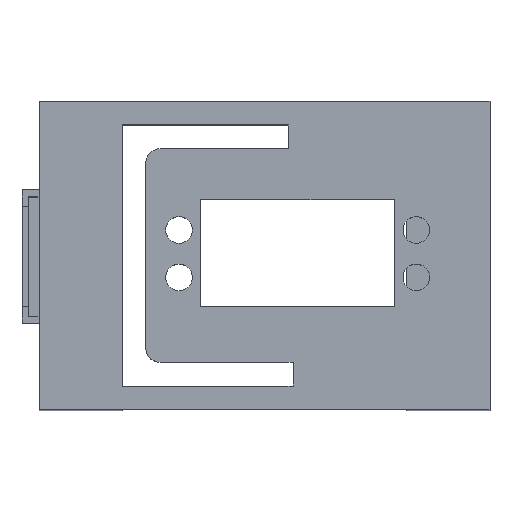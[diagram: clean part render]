
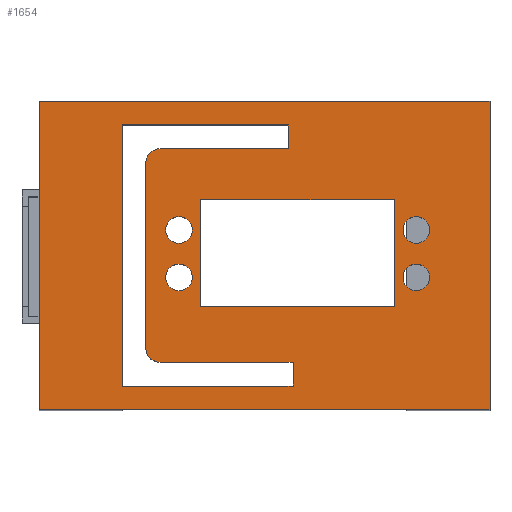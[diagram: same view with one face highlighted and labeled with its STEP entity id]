
A CAD part, top view. The second image highlights one B-rep face of the part: STEP entity #1654.
In plain terms, the highlighted planar face has unit normal (0, 0, 1).
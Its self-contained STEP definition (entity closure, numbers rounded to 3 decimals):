
#70=FACE_BOUND('',#344,.T.);
#71=FACE_BOUND('',#345,.T.);
#72=FACE_BOUND('',#346,.T.);
#73=FACE_BOUND('',#347,.T.);
#74=FACE_BOUND('',#348,.T.);
#75=FACE_BOUND('',#349,.T.);
#124=CIRCLE('',#1759,2.8);
#125=CIRCLE('',#1761,2.8);
#126=CIRCLE('',#1763,2.8);
#127=CIRCLE('',#1765,2.8);
#147=CIRCLE('',#1803,3.);
#148=CIRCLE('',#1806,3.);
#232=FACE_OUTER_BOUND('',#343,.T.);
#343=EDGE_LOOP('',(#1457,#1458,#1459,#1460));
#344=EDGE_LOOP('',(#1461));
#345=EDGE_LOOP('',(#1462));
#346=EDGE_LOOP('',(#1463));
#347=EDGE_LOOP('',(#1464,#1465,#1466,#1467));
#348=EDGE_LOOP('',(#1468));
#349=EDGE_LOOP('',(#1469,#1470,#1471,#1472,#1473,#1474,#1475,#1476,#1477,
#1478));
#377=LINE('',#2317,#539);
#436=LINE('',#2505,#598);
#460=LINE('',#2557,#622);
#468=LINE('',#2571,#630);
#476=LINE('',#2597,#638);
#498=LINE('',#2686,#660);
#501=LINE('',#2691,#663);
#504=LINE('',#2699,#666);
#507=LINE('',#2707,#669);
#509=LINE('',#2711,#671);
#511=LINE('',#2715,#673);
#512=LINE('',#2718,#674);
#516=LINE('',#2725,#678);
#521=LINE('',#2738,#683);
#522=LINE('',#2739,#684);
#523=LINE('',#2740,#685);
#539=VECTOR('',#1847,10.);
#598=VECTOR('',#2034,10.);
#622=VECTOR('',#2068,10.);
#630=VECTOR('',#2078,10.);
#638=VECTOR('',#2106,10.);
#660=VECTOR('',#2214,10.);
#663=VECTOR('',#2219,10.);
#666=VECTOR('',#2228,10.);
#669=VECTOR('',#2237,10.);
#671=VECTOR('',#2241,10.);
#673=VECTOR('',#2245,10.);
#674=VECTOR('',#2248,10.);
#678=VECTOR('',#2254,10.);
#683=VECTOR('',#2271,10.);
#684=VECTOR('',#2272,10.);
#685=VECTOR('',#2273,10.);
#697=VERTEX_POINT('',#2310);
#700=VERTEX_POINT('',#2315);
#764=VERTEX_POINT('',#2502);
#765=VERTEX_POINT('',#2504);
#788=VERTEX_POINT('',#2556);
#793=VERTEX_POINT('',#2569);
#802=VERTEX_POINT('',#2599);
#803=VERTEX_POINT('',#2603);
#804=VERTEX_POINT('',#2607);
#805=VERTEX_POINT('',#2611);
#824=VERTEX_POINT('',#2683);
#825=VERTEX_POINT('',#2685);
#826=VERTEX_POINT('',#2689);
#827=VERTEX_POINT('',#2693);
#828=VERTEX_POINT('',#2697);
#829=VERTEX_POINT('',#2701);
#830=VERTEX_POINT('',#2705);
#831=VERTEX_POINT('',#2709);
#832=VERTEX_POINT('',#2713);
#833=VERTEX_POINT('',#2717);
#835=VERTEX_POINT('',#2723);
#837=VERTEX_POINT('',#2737);
#852=EDGE_CURVE('',#697,#700,#377,.T.);
#940=EDGE_CURVE('',#765,#764,#436,.T.);
#966=EDGE_CURVE('',#788,#765,#460,.T.);
#974=EDGE_CURVE('',#764,#793,#468,.T.);
#987=EDGE_CURVE('',#793,#788,#476,.T.);
#988=EDGE_CURVE('',#802,#802,#124,.T.);
#990=EDGE_CURVE('',#803,#803,#125,.T.);
#992=EDGE_CURVE('',#804,#804,#126,.T.);
#994=EDGE_CURVE('',#805,#805,#127,.T.);
#1032=EDGE_CURVE('',#825,#824,#498,.T.);
#1035=EDGE_CURVE('',#824,#826,#501,.T.);
#1037=EDGE_CURVE('',#826,#827,#147,.T.);
#1039=EDGE_CURVE('',#827,#828,#504,.T.);
#1041=EDGE_CURVE('',#828,#829,#148,.T.);
#1043=EDGE_CURVE('',#829,#830,#507,.T.);
#1045=EDGE_CURVE('',#830,#831,#509,.T.);
#1047=EDGE_CURVE('',#831,#832,#511,.T.);
#1048=EDGE_CURVE('',#833,#825,#512,.T.);
#1052=EDGE_CURVE('',#700,#835,#516,.T.);
#1058=EDGE_CURVE('',#837,#697,#521,.T.);
#1059=EDGE_CURVE('',#835,#837,#522,.T.);
#1060=EDGE_CURVE('',#832,#833,#523,.T.);
#1457=ORIENTED_EDGE('',*,*,#1058,.T.);
#1458=ORIENTED_EDGE('',*,*,#852,.T.);
#1459=ORIENTED_EDGE('',*,*,#1052,.T.);
#1460=ORIENTED_EDGE('',*,*,#1059,.T.);
#1461=ORIENTED_EDGE('',*,*,#988,.T.);
#1462=ORIENTED_EDGE('',*,*,#990,.T.);
#1463=ORIENTED_EDGE('',*,*,#992,.T.);
#1464=ORIENTED_EDGE('',*,*,#940,.T.);
#1465=ORIENTED_EDGE('',*,*,#974,.T.);
#1466=ORIENTED_EDGE('',*,*,#987,.T.);
#1467=ORIENTED_EDGE('',*,*,#966,.T.);
#1468=ORIENTED_EDGE('',*,*,#994,.T.);
#1469=ORIENTED_EDGE('',*,*,#1032,.T.);
#1470=ORIENTED_EDGE('',*,*,#1035,.T.);
#1471=ORIENTED_EDGE('',*,*,#1037,.T.);
#1472=ORIENTED_EDGE('',*,*,#1039,.T.);
#1473=ORIENTED_EDGE('',*,*,#1041,.T.);
#1474=ORIENTED_EDGE('',*,*,#1043,.T.);
#1475=ORIENTED_EDGE('',*,*,#1045,.T.);
#1476=ORIENTED_EDGE('',*,*,#1047,.T.);
#1477=ORIENTED_EDGE('',*,*,#1060,.T.);
#1478=ORIENTED_EDGE('',*,*,#1048,.T.);
#1569=PLANE('',#1817);
#1654=ADVANCED_FACE('',(#232,#70,#71,#72,#73,#74,#75),#1569,.T.);
#1759=AXIS2_PLACEMENT_3D('',#2600,#2109,#2110);
#1761=AXIS2_PLACEMENT_3D('',#2604,#2114,#2115);
#1763=AXIS2_PLACEMENT_3D('',#2608,#2119,#2120);
#1765=AXIS2_PLACEMENT_3D('',#2612,#2124,#2125);
#1803=AXIS2_PLACEMENT_3D('',#2695,#2223,#2224);
#1806=AXIS2_PLACEMENT_3D('',#2703,#2232,#2233);
#1817=AXIS2_PLACEMENT_3D('',#2736,#2269,#2270);
#1847=DIRECTION('',(0.,-1.,0.));
#2034=DIRECTION('',(0.,-1.,0.));
#2068=DIRECTION('',(1.,0.,0.));
#2078=DIRECTION('',(-1.,0.,0.));
#2106=DIRECTION('',(0.,1.,0.));
#2109=DIRECTION('center_axis',(0.,0.,-1.));
#2110=DIRECTION('ref_axis',(-1.,0.,0.));
#2114=DIRECTION('center_axis',(0.,0.,-1.));
#2115=DIRECTION('ref_axis',(-1.,0.,0.));
#2119=DIRECTION('center_axis',(0.,0.,-1.));
#2120=DIRECTION('ref_axis',(-1.,0.,0.));
#2124=DIRECTION('center_axis',(0.,0.,-1.));
#2125=DIRECTION('ref_axis',(-1.,0.,0.));
#2214=DIRECTION('',(0.,-1.,0.));
#2219=DIRECTION('',(-1.,0.,0.));
#2223=DIRECTION('center_axis',(0.,0.,1.));
#2224=DIRECTION('ref_axis',(-1.,0.,0.));
#2228=DIRECTION('',(0.,-1.,0.));
#2232=DIRECTION('center_axis',(0.,0.,1.));
#2233=DIRECTION('ref_axis',(0.,-1.,0.));
#2237=DIRECTION('',(1.,0.,0.));
#2241=DIRECTION('',(0.,-1.,0.));
#2245=DIRECTION('',(-1.,0.,0.));
#2248=DIRECTION('',(1.,0.,0.));
#2254=DIRECTION('',(1.,0.,0.));
#2269=DIRECTION('center_axis',(0.,0.,1.));
#2270=DIRECTION('ref_axis',(1.,0.,0.));
#2271=DIRECTION('',(-1.,0.,0.));
#2272=DIRECTION('',(0.,1.,0.));
#2273=DIRECTION('',(0.,1.,0.));
#2310=CARTESIAN_POINT('',(0.,32.5,115.));
#2315=CARTESIAN_POINT('',(0.,-32.5,115.));
#2317=CARTESIAN_POINT('',(0.,-21.25,115.));
#2502=CARTESIAN_POINT('',(74.83,-10.81,115.));
#2504=CARTESIAN_POINT('',(74.83,11.79,115.));
#2505=CARTESIAN_POINT('',(74.83,-15.355,115.));
#2556=CARTESIAN_POINT('',(34.04,11.79,115.));
#2557=CARTESIAN_POINT('',(64.52,11.79,115.));
#2569=CARTESIAN_POINT('',(34.04,-10.81,115.));
#2571=CARTESIAN_POINT('',(84.915,-10.81,115.));
#2597=CARTESIAN_POINT('',(34.04,-26.655,115.));
#2599=CARTESIAN_POINT('',(82.29,-4.611,115.));
#2600=CARTESIAN_POINT('Origin',(79.49,-4.611,115.));
#2603=CARTESIAN_POINT('',(82.29,5.389,115.));
#2604=CARTESIAN_POINT('Origin',(79.49,5.389,115.));
#2607=CARTESIAN_POINT('',(32.29,5.389,115.));
#2608=CARTESIAN_POINT('Origin',(29.49,5.389,115.));
#2611=CARTESIAN_POINT('',(32.29,-4.61,115.));
#2612=CARTESIAN_POINT('Origin',(29.49,-4.61,115.));
#2683=CARTESIAN_POINT('',(52.5,22.5,115.));
#2685=CARTESIAN_POINT('',(52.5,27.5,115.));
#2686=CARTESIAN_POINT('',(52.5,-10.,115.));
#2689=CARTESIAN_POINT('',(25.5,22.5,115.));
#2691=CARTESIAN_POINT('',(60.25,22.5,115.));
#2693=CARTESIAN_POINT('',(22.5,19.5,115.));
#2695=CARTESIAN_POINT('Origin',(25.5,19.5,115.));
#2697=CARTESIAN_POINT('',(22.5,-19.5,115.));
#2699=CARTESIAN_POINT('',(22.5,-31.,115.));
#2701=CARTESIAN_POINT('',(25.5,-22.5,115.));
#2703=CARTESIAN_POINT('Origin',(25.5,-19.5,115.));
#2705=CARTESIAN_POINT('',(53.5,-22.5,115.));
#2707=CARTESIAN_POINT('',(74.25,-22.5,115.));
#2709=CARTESIAN_POINT('',(53.5,-27.5,115.));
#2711=CARTESIAN_POINT('',(53.5,-35.,115.));
#2713=CARTESIAN_POINT('',(17.5,-27.5,115.));
#2715=CARTESIAN_POINT('',(56.25,-27.5,115.));
#2717=CARTESIAN_POINT('',(17.5,27.5,115.));
#2718=CARTESIAN_POINT('',(73.75,27.5,115.));
#2723=CARTESIAN_POINT('',(95.,-32.5,115.));
#2725=CARTESIAN_POINT('',(47.5,-32.5,115.));
#2736=CARTESIAN_POINT('Origin',(95.,-42.5,115.));
#2737=CARTESIAN_POINT('',(95.,32.5,115.));
#2738=CARTESIAN_POINT('',(47.5,32.5,115.));
#2739=CARTESIAN_POINT('',(95.,-21.25,115.));
#2740=CARTESIAN_POINT('',(17.5,-7.5,115.));
